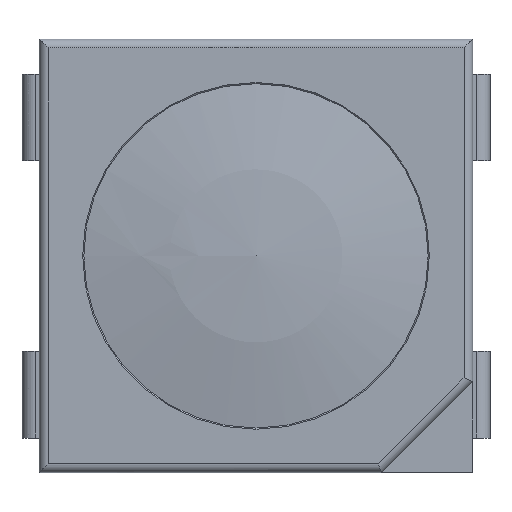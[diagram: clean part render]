
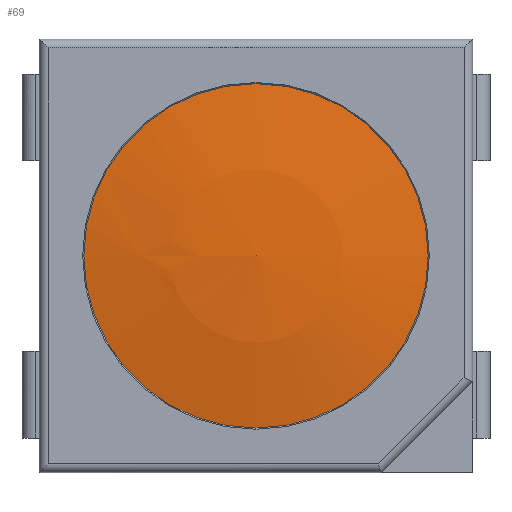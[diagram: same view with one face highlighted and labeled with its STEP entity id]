
A CAD part, top view. The second image highlights one B-rep face of the part: STEP entity #69.
In plain terms, the highlighted spherical face has radius 10.2 mm.
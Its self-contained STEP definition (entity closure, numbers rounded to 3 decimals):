
#50 = VERTEX_POINT('',#51);
#51 = CARTESIAN_POINT('',(-1.987,0.,1.7));
#57 = EDGE_CURVE('',#50,#50,#58,.T.);
#58 = CIRCLE('',#59,1.987);
#59 = AXIS2_PLACEMENT_3D('',#60,#61,#62);
#60 = CARTESIAN_POINT('',(0.,0.,1.7));
#61 = DIRECTION('',(0.,0.,1.));
#62 = DIRECTION('',(-1.,0.,0.));
#69 = ADVANCED_FACE('',(#70),#83,.T.);
#70 = FACE_BOUND('',#71,.F.);
#71 = EDGE_LOOP('',(#72,#81,#82));
#72 = ORIENTED_EDGE('',*,*,#73,.T.);
#73 = EDGE_CURVE('',#74,#50,#76,.T.);
#74 = VERTEX_POINT('',#75);
#75 = CARTESIAN_POINT('',(0.,0.,1.895));
#76 = CIRCLE('',#77,10.2);
#77 = AXIS2_PLACEMENT_3D('',#78,#79,#80);
#78 = CARTESIAN_POINT('',(0.,0.,-8.305));
#79 = DIRECTION('',(0.,-1.,0.));
#80 = DIRECTION('',(1.,0.,0.));
#81 = ORIENTED_EDGE('',*,*,#57,.F.);
#82 = ORIENTED_EDGE('',*,*,#73,.F.);
#83 = SPHERICAL_SURFACE('',#84,10.2);
#84 = AXIS2_PLACEMENT_3D('',#85,#86,#87);
#85 = CARTESIAN_POINT('',(0.,0.,-8.305));
#86 = DIRECTION('',(-0.,-0.,-1.));
#87 = DIRECTION('',(-1.,0.,0.));
